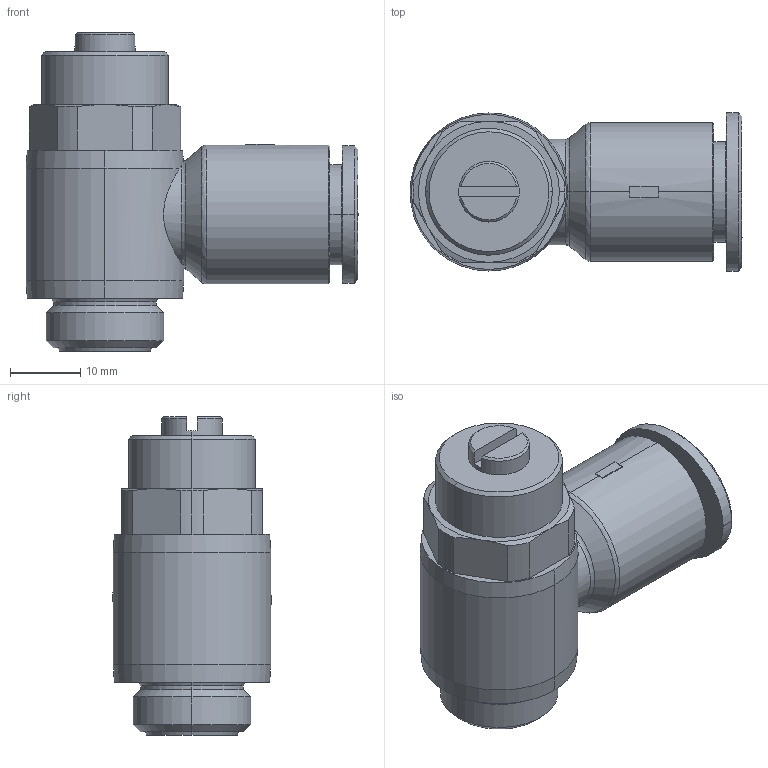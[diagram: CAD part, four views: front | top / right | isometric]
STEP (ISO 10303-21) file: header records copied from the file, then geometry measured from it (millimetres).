
FILE_DESCRIPTION (( 'STEP AP214' ), '1' );
FILE_NAME ('GNSH12-G03_OUT.STEP', '2015-10-29T15:05:04', ( '' ), ( '' ), 'SwSTEP 2.0', 'SolidWorks 2015', '' );
FILE_SCHEMA (( 'AUTOMOTIVE_DESIGN' ));
Length unit declared in the file: millimetre
Products named in the file (2): GNSH12-G03_OUT; ｦ+ﾃｦ1
Assembly tree (1 placements, depth 2):
  GNSH12-G03_OUT
    ｦ+ﾃｦ1
Bounding box: 47.1 x 22.5 x 45.2 mm (x, y, z)
Volume: 18532.6 mm3; surface area: 6559.4 mm2
Topology: 1 solids, 1 shells, 431 faces, 1200 edges, 790 vertices
Faces by surface type: plane 359, cone 33, cylinder 26, bspline 11, torus 2
Entity records: 15083 total; most frequent: CARTESIAN_POINT 3391, ORIENTED_EDGE 2400, DIRECTION 2105, EDGE_CURVE 1200, VECTOR 1051, LINE 1051, VERTEX_POINT 790, AXIS2_PLACEMENT_3D 527
